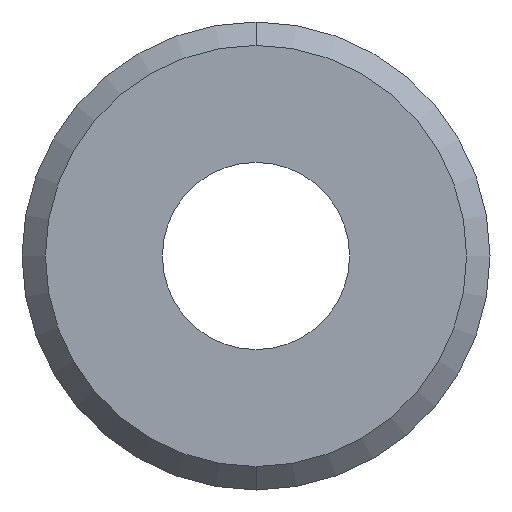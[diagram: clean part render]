
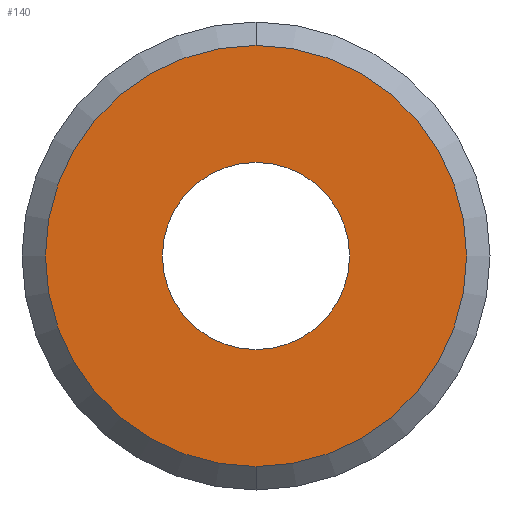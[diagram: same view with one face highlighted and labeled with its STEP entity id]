
A CAD part, front view. The second image highlights one B-rep face of the part: STEP entity #140.
In plain terms, the highlighted planar face has unit normal (0, -1, 0).
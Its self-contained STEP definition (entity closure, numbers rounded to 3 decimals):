
#15 = VERTEX_POINT ( 'NONE', #257 ) ;
#29 = ORIENTED_EDGE ( 'NONE', *, *, #397, .T. ) ;
#33 = DIRECTION ( 'NONE',  ( 0., 0., 1. ) ) ;
#40 = ORIENTED_EDGE ( 'NONE', *, *, #130, .T. ) ;
#56 = CARTESIAN_POINT ( 'NONE',  ( 0., -1.132, -1.6 ) ) ;
#75 = ORIENTED_EDGE ( 'NONE', *, *, #107, .T. ) ;
#86 = DIRECTION ( 'NONE',  ( 0., -1., 0. ) ) ;
#94 = PLANE ( 'NONE',  #400 ) ;
#107 = EDGE_CURVE ( 'NONE', #142, #15, #171, .T. ) ;
#121 = CARTESIAN_POINT ( 'NONE',  ( 0., -1.132, 0. ) ) ;
#129 = DIRECTION ( 'NONE',  ( 0., 1., 0. ) ) ;
#130 = EDGE_CURVE ( 'NONE', #147, #377, #165, .T. ) ;
#132 = AXIS2_PLACEMENT_3D ( 'NONE', #158, #184, #192 ) ;
#133 = AXIS2_PLACEMENT_3D ( 'NONE', #415, #357, #387 ) ;
#140 = ADVANCED_FACE ( 'NONE', ( #225, #360 ), #94, .F. ) ;
#142 = VERTEX_POINT ( 'NONE', #160 ) ;
#147 = VERTEX_POINT ( 'NONE', #425 ) ;
#149 = DIRECTION ( 'NONE',  ( 0., 0., 1. ) ) ;
#158 = CARTESIAN_POINT ( 'NONE',  ( 0., -1.132, 0. ) ) ;
#160 = CARTESIAN_POINT ( 'NONE',  ( 0., -1.132, 3.6 ) ) ;
#165 = CIRCLE ( 'NONE', #132, 1.6 ) ;
#171 = CIRCLE ( 'NONE', #222, 3.6 ) ;
#184 = DIRECTION ( 'NONE',  ( 0., 1., 0. ) ) ;
#192 = DIRECTION ( 'NONE',  ( 0., 0., 1. ) ) ;
#219 = DIRECTION ( 'NONE',  ( 0., 0., 1. ) ) ;
#222 = AXIS2_PLACEMENT_3D ( 'NONE', #121, #86, #219 ) ;
#225 = FACE_OUTER_BOUND ( 'NONE', #399, .T. ) ;
#235 = CIRCLE ( 'NONE', #133, 1.6 ) ;
#236 = EDGE_LOOP ( 'NONE', ( #40, #29 ) ) ;
#257 = CARTESIAN_POINT ( 'NONE',  ( 0., -1.132, -3.6 ) ) ;
#260 = AXIS2_PLACEMENT_3D ( 'NONE', #305, #373, #149 ) ;
#298 = EDGE_CURVE ( 'NONE', #15, #142, #388, .T. ) ;
#305 = CARTESIAN_POINT ( 'NONE',  ( 0., -1.132, 0. ) ) ;
#326 = CARTESIAN_POINT ( 'NONE',  ( 1.6, -1.132, 0. ) ) ;
#357 = DIRECTION ( 'NONE',  ( 0., 1., 0. ) ) ;
#360 = FACE_BOUND ( 'NONE', #236, .T. ) ;
#373 = DIRECTION ( 'NONE',  ( 0., -1., 0. ) ) ;
#377 = VERTEX_POINT ( 'NONE', #56 ) ;
#387 = DIRECTION ( 'NONE',  ( 0., 0., 1. ) ) ;
#388 = CIRCLE ( 'NONE', #260, 3.6 ) ;
#397 = EDGE_CURVE ( 'NONE', #377, #147, #235, .T. ) ;
#399 = EDGE_LOOP ( 'NONE', ( #75, #410 ) ) ;
#400 = AXIS2_PLACEMENT_3D ( 'NONE', #326, #129, #33 ) ;
#410 = ORIENTED_EDGE ( 'NONE', *, *, #298, .T. ) ;
#415 = CARTESIAN_POINT ( 'NONE',  ( 0., -1.132, 0. ) ) ;
#425 = CARTESIAN_POINT ( 'NONE',  ( 0., -1.132, 1.6 ) ) ;
